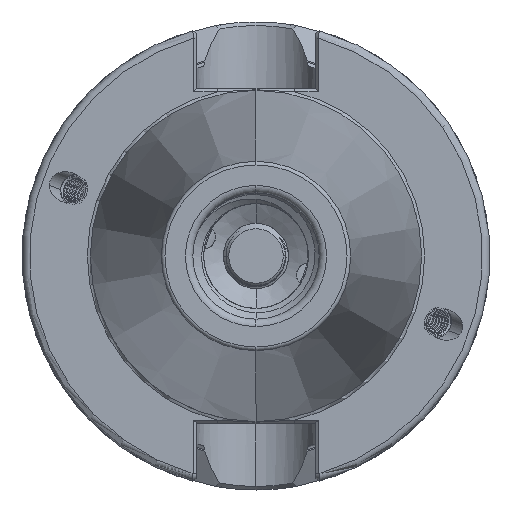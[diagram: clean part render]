
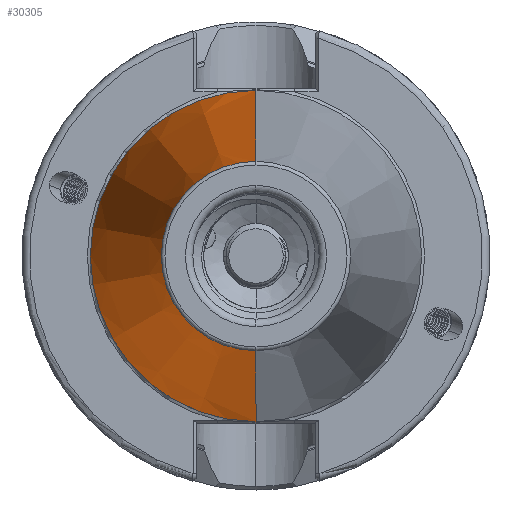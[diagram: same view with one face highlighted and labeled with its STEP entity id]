
A CAD part, left-side view. The second image highlights one B-rep face of the part: STEP entity #30305.
In plain terms, the highlighted conical face has half-angle 8.297 degrees and reference radius 22.298 mm.
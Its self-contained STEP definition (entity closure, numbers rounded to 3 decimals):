
#3324 = VERTEX_POINT ( 'NONE', #19026 ) ;
#3340 = VERTEX_POINT ( 'NONE', #19055 ) ;
#3361 = VERTEX_POINT ( 'NONE', #19041 ) ;
#3387 = VERTEX_POINT ( 'NONE', #19091 ) ;
#3726 = EDGE_LOOP ( 'NONE', ( #24366, #24448, #24460, #24405 ) ) ;
#11986 = DIRECTION ( 'NONE',  ( 0., 0., -1. ) ) ;
#11990 = DIRECTION ( 'NONE',  ( 1., 0., 0. ) ) ;
#12028 = CARTESIAN_POINT ( 'NONE',  ( -1.5, 0., 0. ) ) ;
#12628 = CIRCLE ( 'NONE', #14418, 22.298 ) ;
#12698 = LINE ( 'NONE', #17308, #12699 ) ;
#12699 = VECTOR ( 'NONE', #17300, 1000. ) ;
#12707 = CIRCLE ( 'NONE', #14525, 12.75 ) ;
#12723 = VECTOR ( 'NONE', #17246, 1000. ) ;
#12725 = LINE ( 'NONE', #17245, #12723 ) ;
#14418 = AXIS2_PLACEMENT_3D ( 'NONE', #17608, #17633, #17611 ) ;
#14525 = AXIS2_PLACEMENT_3D ( 'NONE', #17446, #17427, #17412 ) ;
#17245 = CARTESIAN_POINT ( 'NONE',  ( -1.5, 0., -22.298 ) ) ;
#17246 = DIRECTION ( 'NONE',  ( 0.99, 0., -0.144 ) ) ;
#17300 = DIRECTION ( 'NONE',  ( 0.99, 0., 0.144 ) ) ;
#17308 = CARTESIAN_POINT ( 'NONE',  ( -1.5, 0., 22.298 ) ) ;
#17412 = DIRECTION ( 'NONE',  ( 0., 0., -1. ) ) ;
#17427 = DIRECTION ( 'NONE',  ( 1., 0., 0. ) ) ;
#17446 = CARTESIAN_POINT ( 'NONE',  ( -66.972, 0., 0. ) ) ;
#17608 = CARTESIAN_POINT ( 'NONE',  ( -1.5, 0., 0. ) ) ;
#17611 = DIRECTION ( 'NONE',  ( 0., 0., -1. ) ) ;
#17633 = DIRECTION ( 'NONE',  ( 1., 0., 0. ) ) ;
#19026 = CARTESIAN_POINT ( 'NONE',  ( -1.5, 0., -22.298 ) ) ;
#19041 = CARTESIAN_POINT ( 'NONE',  ( -1.5, 0., 22.298 ) ) ;
#19055 = CARTESIAN_POINT ( 'NONE',  ( -66.972, 0., 12.75 ) ) ;
#19091 = CARTESIAN_POINT ( 'NONE',  ( -66.972, 0., -12.75 ) ) ;
#24366 = ORIENTED_EDGE ( 'NONE', *, *, #26329, .T. ) ;
#24405 = ORIENTED_EDGE ( 'NONE', *, *, #26300, .F. ) ;
#24448 = ORIENTED_EDGE ( 'NONE', *, *, #26306, .T. ) ;
#24460 = ORIENTED_EDGE ( 'NONE', *, *, #26273, .F. ) ;
#26273 = EDGE_CURVE ( 'NONE', #3324, #3361, #12628, .T. ) ;
#26300 = EDGE_CURVE ( 'NONE', #3387, #3324, #12725, .T. ) ;
#26306 = EDGE_CURVE ( 'NONE', #3340, #3361, #12698, .T. ) ;
#26329 = EDGE_CURVE ( 'NONE', #3387, #3340, #12707, .T. ) ;
#30305 = ADVANCED_FACE ( 'NONE', ( #30382 ), #30378, .T. ) ;
#30378 = CONICAL_SURFACE ( 'NONE', #31086, 22.298, 0.145 ) ;
#30382 = FACE_OUTER_BOUND ( 'NONE', #3726, .T. ) ;
#31086 = AXIS2_PLACEMENT_3D ( 'NONE', #12028, #11990, #11986 ) ;
